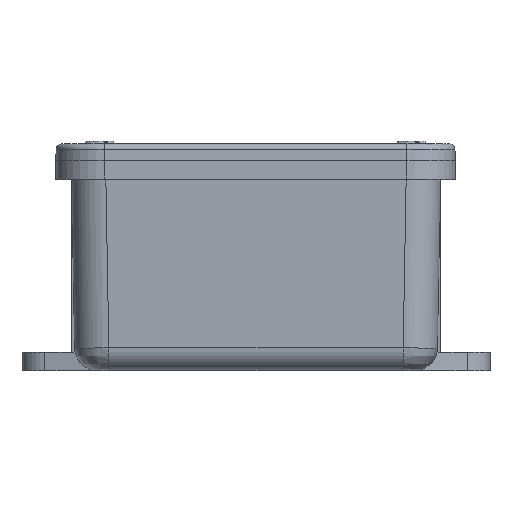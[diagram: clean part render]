
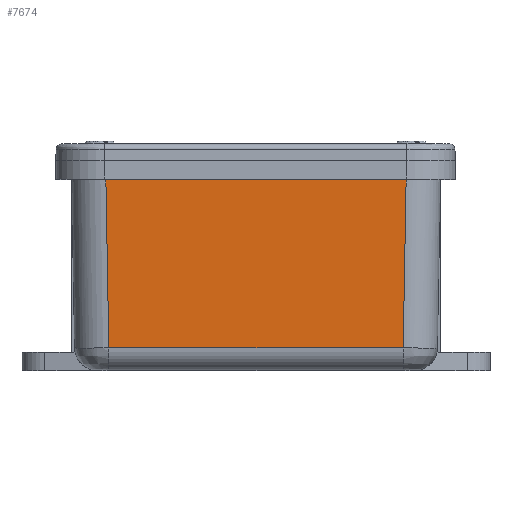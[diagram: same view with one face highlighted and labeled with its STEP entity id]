
A CAD part, top view. The second image highlights one B-rep face of the part: STEP entity #7674.
In plain terms, the highlighted planar face has unit normal (0, -0.018, 1).
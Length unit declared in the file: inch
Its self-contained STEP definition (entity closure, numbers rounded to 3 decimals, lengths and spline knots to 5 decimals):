
#500 = CARTESIAN_POINT ( 'NONE',  ( -5.81183, 3.8104, 1.88111 ) ) ;
#1507 = ORIENTED_EDGE ( 'NONE', *, *, #12596, .T. ) ;
#1629 = DIRECTION ( 'NONE',  ( 0., -1., -0.017 ) ) ;
#2014 = CARTESIAN_POINT ( 'NONE',  ( -5.77859, 1.90604, 1.84787 ) ) ;
#3100 = VECTOR ( 'NONE', #3514, 39.37008 ) ;
#3432 = VERTEX_POINT ( 'NONE', #500 ) ;
#3514 = DIRECTION ( 'NONE',  ( 0.017, 1., 0.017 ) ) ;
#4558 = LINE ( 'NONE', #11782, #18286 ) ;
#4670 = DIRECTION ( 'NONE',  ( -0.017, 1., 0.017 ) ) ;
#4823 = LINE ( 'NONE', #15104, #15619 ) ;
#4860 = CARTESIAN_POINT ( 'NONE',  ( -6.18677, 1.90604, 1.84787 ) ) ;
#5463 = ORIENTED_EDGE ( 'NONE', *, *, #15537, .T. ) ;
#6195 = CARTESIAN_POINT ( 'NONE',  ( -6.18677, 3.8104, 1.88111 ) ) ;
#6319 = PLANE ( 'NONE',  #17114 ) ;
#6547 = VERTEX_POINT ( 'NONE', #6820 ) ;
#6820 = CARTESIAN_POINT ( 'NONE',  ( -2.55496, 1.90604, 1.84787 ) ) ;
#7674 = ADVANCED_FACE ( 'NONE', ( #14764 ), #6319, .T. ) ;
#8857 = VECTOR ( 'NONE', #15050, 39.37008 ) ;
#9797 = EDGE_CURVE ( 'NONE', #16430, #3432, #4823, .T. ) ;
#10234 = LINE ( 'NONE', #4860, #8857 ) ;
#11782 = CARTESIAN_POINT ( 'NONE',  ( -6.18677, 3.8104, 1.88111 ) ) ;
#12339 = CARTESIAN_POINT ( 'NONE',  ( -2.55496, 1.90604, 1.84787 ) ) ;
#12596 = EDGE_CURVE ( 'NONE', #18491, #3432, #4558, .T. ) ;
#12791 = CARTESIAN_POINT ( 'NONE',  ( -2.52171, 3.8104, 1.88111 ) ) ;
#13998 = DIRECTION ( 'NONE',  ( -1., 0., 0. ) ) ;
#14764 = FACE_OUTER_BOUND ( 'NONE', #17205, .T. ) ;
#15050 = DIRECTION ( 'NONE',  ( -1., 0., 0. ) ) ;
#15104 = CARTESIAN_POINT ( 'NONE',  ( -5.81194, 3.81694, 1.88122 ) ) ;
#15537 = EDGE_CURVE ( 'NONE', #6547, #18491, #18659, .T. ) ;
#15619 = VECTOR ( 'NONE', #4670, 39.37008 ) ;
#15934 = EDGE_CURVE ( 'NONE', #6547, #16430, #10234, .T. ) ;
#16379 = DIRECTION ( 'NONE',  ( 0., -0.017, 1. ) ) ;
#16430 = VERTEX_POINT ( 'NONE', #2014 ) ;
#17114 = AXIS2_PLACEMENT_3D ( 'NONE', #6195, #16379, #1629 ) ;
#17205 = EDGE_LOOP ( 'NONE', ( #5463, #1507, #18825, #18784 ) ) ;
#18286 = VECTOR ( 'NONE', #13998, 39.37008 ) ;
#18491 = VERTEX_POINT ( 'NONE', #12791 ) ;
#18659 = LINE ( 'NONE', #12339, #3100 ) ;
#18784 = ORIENTED_EDGE ( 'NONE', *, *, #15934, .F. ) ;
#18825 = ORIENTED_EDGE ( 'NONE', *, *, #9797, .F. ) ;
